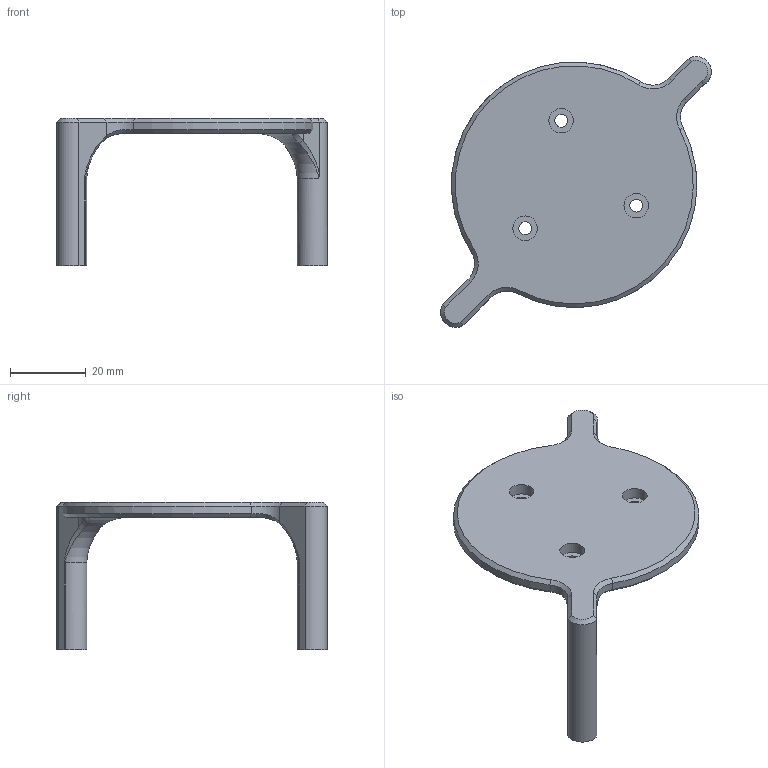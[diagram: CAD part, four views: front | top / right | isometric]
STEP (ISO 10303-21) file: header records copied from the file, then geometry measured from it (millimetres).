
FILE_DESCRIPTION(/* description */ ('STEP AP242','CAx-IF Rec.Pracs.---Representation and Presentation of Product Manufacturing Information (PMI)---4.0---2014-10-13','CAx-IF Rec.Pracs.---3D Tessellated Geometry---0.4---2014-09-14','2;1'),/* implementation_level */ '2;1');
FILE_NAME(/* name */ '63a4d17d51d91143ed247c33',/* time_stamp */ '2022-12-22T21:51:59+00:00',/* author */ (''),/* organization */ (''),/* preprocessor_version */ 'ST-DEVELOPER v18.102',/* originating_system */ ' ',/* authorisation */ ' ');
FILE_SCHEMA (('AP242_MANAGED_MODEL_BASED_3D_ENGINEERING_MIM_LF { 1 0 10303 442 1 1 4 }'));
Length unit declared in the file: metre
Products named in the file (1): xiaopap_mount_plate
Bounding box: 71.64 x 71.64 x 39 mm (x, y, z)
Volume: 17681.7 mm3; surface area: 10006.6 mm2
Topology: 1 solids, 1 shells, 61 faces, 138 edges, 84 vertices
Faces by surface type: plane 20, cylinder 15, cone 14, bspline 10, torus 2
Full cylindrical faces by diameter (mm): 3.4 x3, 6.5 x3
Entity records: 2023 total; most frequent: CARTESIAN_POINT 745, ORIENTED_EDGE 254, DIRECTION 240, EDGE_CURVE 127, AXIS2_PLACEMENT_3D 99, VERTEX_POINT 81, EDGE_LOOP 80, FACE_BOUND 80
